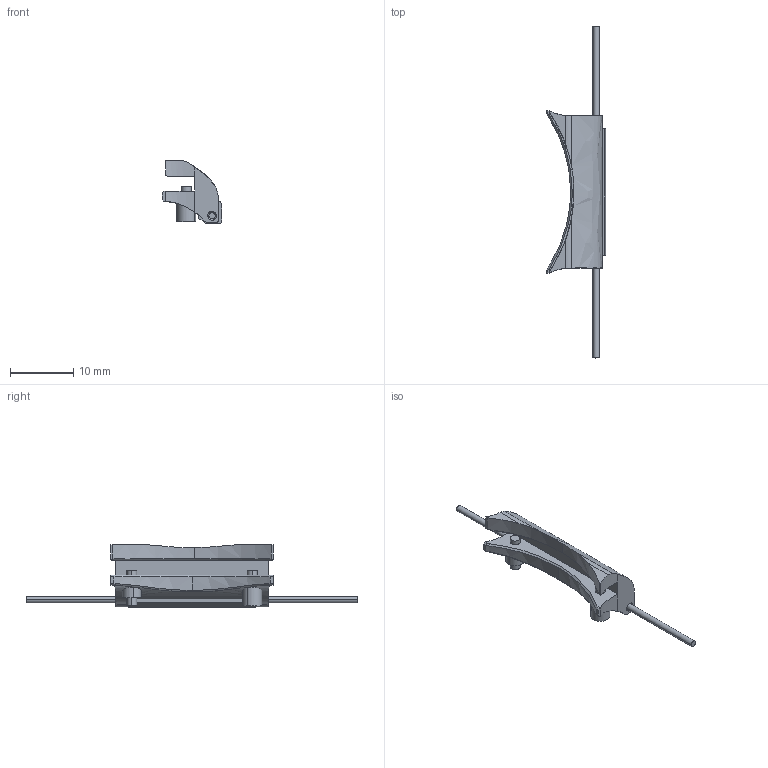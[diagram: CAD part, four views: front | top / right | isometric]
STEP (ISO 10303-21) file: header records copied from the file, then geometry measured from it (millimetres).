
FILE_DESCRIPTION(/* description */ (''),/* implementation_level */ '2;1');
FILE_NAME(/* name */ 'Adaptateur',/* time_stamp */ '2024-09-07T17:03:09+02:00',/* author */ (''),/* organization */ (''),/* preprocessor_version */ 'ST-DEVELOPER v16.5',/* originating_system */ 'Rhino 7.37',/* authorisation */ '');
FILE_SCHEMA (('CONFIG_CONTROL_DESIGN'));
Length unit declared in the file: millimetre
Products named in the file (1): Document
Bounding box: 9.35 x 52.4 x 9.88 mm (x, y, z)
Volume: 980.6 mm3; surface area: 1446.9 mm2
Topology: 7 solids, 7 shells, 108 faces, 255 edges, 163 vertices
Faces by surface type: plane 49, bspline 33, cylinder 26
Entity records: 3520 total; most frequent: CARTESIAN_POINT 1734, ORIENTED_EDGE 510, EDGE_CURVE 255, B_SPLINE_CURVE_WITH_KNOTS 176, VERTEX_POINT 163, EDGE_LOOP 118, ADVANCED_FACE 108, FACE_OUTER_BOUND 108
